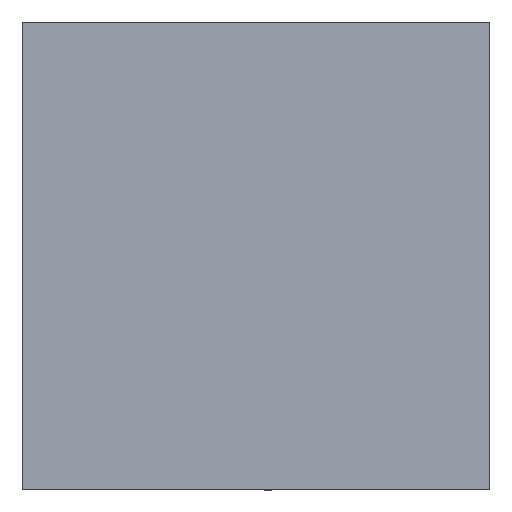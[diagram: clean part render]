
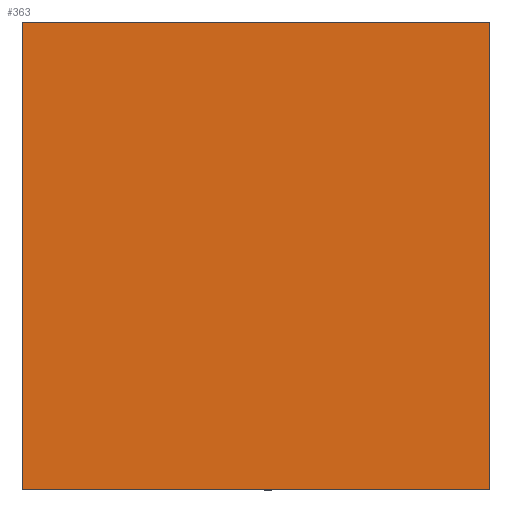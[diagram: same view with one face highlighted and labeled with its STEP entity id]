
A CAD part, top view. The second image highlights one B-rep face of the part: STEP entity #363.
In plain terms, the highlighted planar face has unit normal (0, 0, 1).
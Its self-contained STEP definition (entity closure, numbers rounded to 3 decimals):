
#363=ADVANCED_FACE('',(#812),#813,.T.);
#812=FACE_OUTER_BOUND('',#1373,.T.);
#813=PLANE('',#1374);
#1373=EDGE_LOOP('',(#2320,#2321,#2322,#2323));
#1374=AXIS2_PLACEMENT_3D('',#2324,#2325,#2326);
#2320=ORIENTED_EDGE('',*,*,#3181,.T.);
#2321=ORIENTED_EDGE('',*,*,#3333,.T.);
#2322=ORIENTED_EDGE('',*,*,#3091,.T.);
#2323=ORIENTED_EDGE('',*,*,#3330,.T.);
#2324=CARTESIAN_POINT('',(2.229,2.356,0.75));
#2325=DIRECTION('',(0.0,0.0,1.0));
#2326=DIRECTION('',(1.0,0.0,0.0));
#3091=EDGE_CURVE('',#3654,#3652,#3655,.T.);
#3181=EDGE_CURVE('',#3814,#3812,#3815,.T.);
#3330=EDGE_CURVE('',#3652,#3814,#4013,.T.);
#3333=EDGE_CURVE('',#3812,#3654,#4016,.T.);
#3652=VERTEX_POINT('',#4467);
#3654=VERTEX_POINT('',#4470);
#3655=LINE('',#4471,#4472);
#3812=VERTEX_POINT('',#4704);
#3814=VERTEX_POINT('',#4707);
#3815=LINE('',#4708,#4709);
#4013=LINE('',#4982,#4983);
#4016=LINE('',#4987,#4988);
#4467=CARTESIAN_POINT('',(3.729,0.856,0.75));
#4470=CARTESIAN_POINT('',(0.729,0.856,0.75));
#4471=CARTESIAN_POINT('',(3.729,0.856,0.75));
#4472=VECTOR('',#5575,1.0);
#4704=CARTESIAN_POINT('',(0.729,3.856,0.75));
#4707=CARTESIAN_POINT('',(3.729,3.856,0.75));
#4708=CARTESIAN_POINT('',(0.729,3.856,0.75));
#4709=VECTOR('',#5658,1.0);
#4982=CARTESIAN_POINT('',(3.729,3.856,0.75));
#4983=VECTOR('',#5806,1.0);
#4987=CARTESIAN_POINT('',(0.729,0.856,0.75));
#4988=VECTOR('',#5808,1.0);
#5575=DIRECTION('',(1.0,0.0,0.0));
#5658=DIRECTION('',(-1.0,-0.0,-0.0));
#5806=DIRECTION('',(0.0,1.0,0.0));
#5808=DIRECTION('',(-0.0,-1.0,-0.0));
